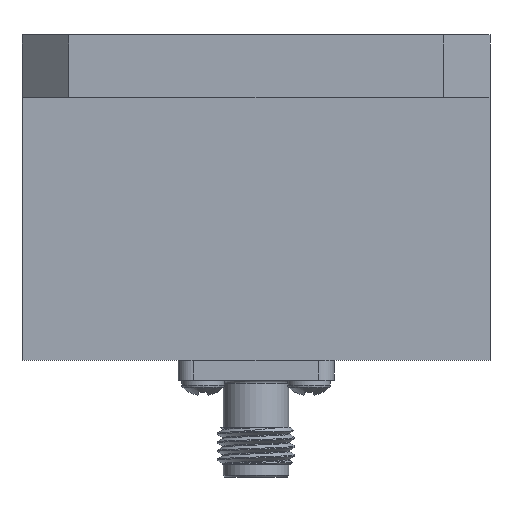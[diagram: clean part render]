
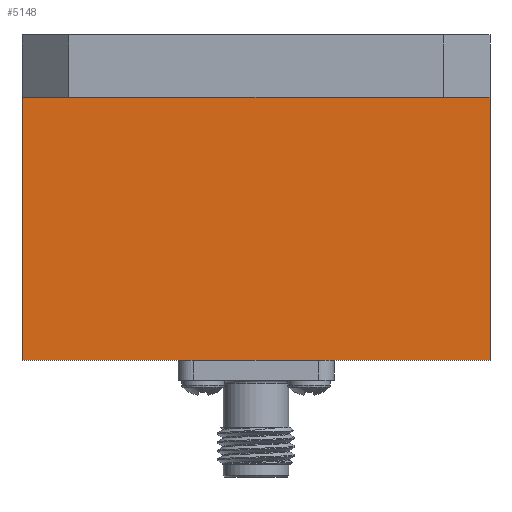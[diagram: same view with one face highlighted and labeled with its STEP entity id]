
A CAD part, front view. The second image highlights one B-rep face of the part: STEP entity #5148.
In plain terms, the highlighted planar face has unit normal (0, -1, 0).
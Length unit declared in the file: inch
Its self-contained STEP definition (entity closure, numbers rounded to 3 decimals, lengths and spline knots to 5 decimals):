
#86 = DIRECTION ( 'NONE',  ( 0., -1., 0. ) ) ;
#1485 = AXIS2_PLACEMENT_3D ( 'NONE', #5865, #86, #3962 ) ;
#1862 = CARTESIAN_POINT ( 'NONE',  ( -0.75, -0.375, -0.2 ) ) ;
#1880 = ORIENTED_EDGE ( 'NONE', *, *, #4651, .T. ) ;
#2397 = EDGE_LOOP ( 'NONE', ( #1880, #4321, #3513, #11757 ) ) ;
#2852 = VERTEX_POINT ( 'NONE', #1862 ) ;
#3030 = DIRECTION ( 'NONE',  ( 0., 0., 1. ) ) ;
#3054 = VERTEX_POINT ( 'NONE', #4984 ) ;
#3421 = DIRECTION ( 'NONE',  ( 1., 0., 0. ) ) ;
#3513 = ORIENTED_EDGE ( 'NONE', *, *, #12401, .F. ) ;
#3767 = LINE ( 'NONE', #11711, #4952 ) ;
#3962 = DIRECTION ( 'NONE',  ( 0., 0., -1. ) ) ;
#3992 = CARTESIAN_POINT ( 'NONE',  ( -0.75, -0.375, -1.043 ) ) ;
#4125 = CARTESIAN_POINT ( 'NONE',  ( -0.75, -0.375, -1.043 ) ) ;
#4321 = ORIENTED_EDGE ( 'NONE', *, *, #9089, .T. ) ;
#4651 = EDGE_CURVE ( 'NONE', #3054, #4795, #7020, .T. ) ;
#4795 = VERTEX_POINT ( 'NONE', #10342 ) ;
#4952 = VECTOR ( 'NONE', #8574, 39.37008 ) ;
#4984 = CARTESIAN_POINT ( 'NONE',  ( 0.75, -0.375, -1.043 ) ) ;
#5148 = ADVANCED_FACE ( 'NONE', ( #10622 ), #11655, .T. ) ;
#5865 = CARTESIAN_POINT ( 'NONE',  ( -0.75, -0.375, -1.043 ) ) ;
#6653 = VECTOR ( 'NONE', #3030, 39.37008 ) ;
#6841 = VERTEX_POINT ( 'NONE', #4125 ) ;
#7020 = LINE ( 'NONE', #10889, #11410 ) ;
#8359 = CARTESIAN_POINT ( 'NONE',  ( -0.75, -0.375, -1.043 ) ) ;
#8574 = DIRECTION ( 'NONE',  ( -1., 0., 0. ) ) ;
#9089 = EDGE_CURVE ( 'NONE', #4795, #2852, #3767, .T. ) ;
#9994 = DIRECTION ( 'NONE',  ( 0., 0., 1. ) ) ;
#10034 = VECTOR ( 'NONE', #3421, 39.37008 ) ;
#10047 = EDGE_CURVE ( 'NONE', #6841, #3054, #12144, .T. ) ;
#10342 = CARTESIAN_POINT ( 'NONE',  ( 0.75, -0.375, -0.2 ) ) ;
#10622 = FACE_OUTER_BOUND ( 'NONE', #2397, .T. ) ;
#10889 = CARTESIAN_POINT ( 'NONE',  ( 0.75, -0.375, -1.043 ) ) ;
#11410 = VECTOR ( 'NONE', #9994, 39.37008 ) ;
#11655 = PLANE ( 'NONE',  #1485 ) ;
#11711 = CARTESIAN_POINT ( 'NONE',  ( 0., -0.375, -0.2 ) ) ;
#11757 = ORIENTED_EDGE ( 'NONE', *, *, #10047, .T. ) ;
#11810 = LINE ( 'NONE', #3992, #6653 ) ;
#12144 = LINE ( 'NONE', #8359, #10034 ) ;
#12401 = EDGE_CURVE ( 'NONE', #6841, #2852, #11810, .T. ) ;
